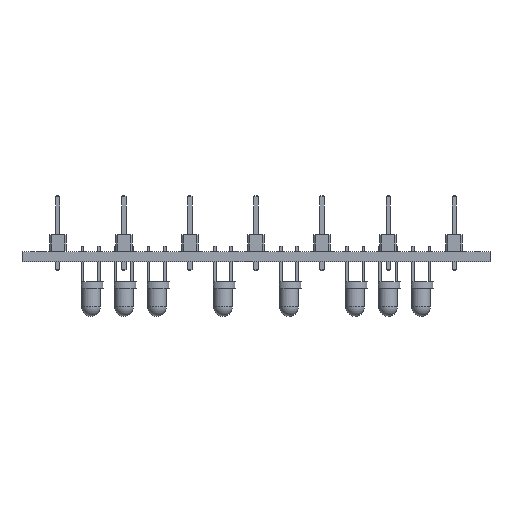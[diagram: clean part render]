
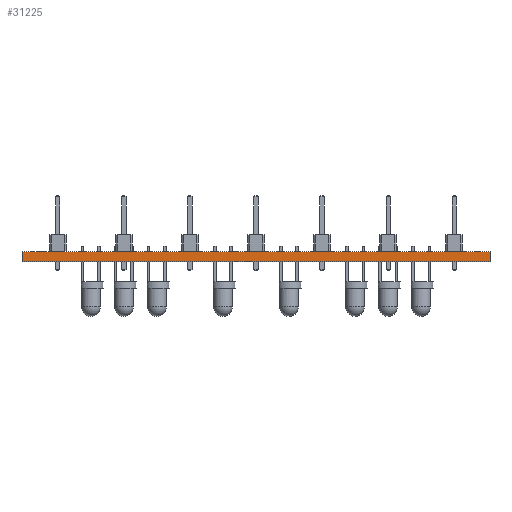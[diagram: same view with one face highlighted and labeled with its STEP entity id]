
A CAD part, front view. The second image highlights one B-rep face of the part: STEP entity #31225.
In plain terms, the highlighted planar face has unit normal (0, -1, 0).
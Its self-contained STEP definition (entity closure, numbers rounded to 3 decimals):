
#22381 = PLANE('',#22382);
#22382 = AXIS2_PLACEMENT_3D('',#22383,#22384,#22385);
#22383 = CARTESIAN_POINT('',(228.,-142.,0.));
#22384 = DIRECTION('',(-1.,0.,0.));
#22385 = DIRECTION('',(0.,1.,0.));
#22409 = PLANE('',#22410);
#22410 = AXIS2_PLACEMENT_3D('',#22411,#22412,#22413);
#22411 = CARTESIAN_POINT('',(192.,-96.5,1.6));
#22412 = DIRECTION('',(0.,0.,1.));
#22413 = DIRECTION('',(1.,0.,0.));
#22437 = PLANE('',#22438);
#22438 = AXIS2_PLACEMENT_3D('',#22439,#22440,#22441);
#22439 = CARTESIAN_POINT('',(156.,-51.,0.));
#22440 = DIRECTION('',(1.,0.,0.));
#22441 = DIRECTION('',(0.,-1.,0.));
#22463 = PLANE('',#22464);
#22464 = AXIS2_PLACEMENT_3D('',#22465,#22466,#22467);
#22465 = CARTESIAN_POINT('',(192.,-96.5,0.));
#22466 = DIRECTION('',(0.,0.,1.));
#22467 = DIRECTION('',(1.,0.,0.));
#22478 = EDGE_CURVE('',#22479,#22481,#22483,.T.);
#22479 = VERTEX_POINT('',#22480);
#22480 = CARTESIAN_POINT('',(228.,-142.,0.));
#22481 = VERTEX_POINT('',#22482);
#22482 = CARTESIAN_POINT('',(228.,-142.,1.6));
#22483 = SURFACE_CURVE('',#22484,(#22488,#22495),.PCURVE_S1.);
#22484 = LINE('',#22485,#22486);
#22485 = CARTESIAN_POINT('',(228.,-142.,0.));
#22486 = VECTOR('',#22487,1.);
#22487 = DIRECTION('',(0.,0.,1.));
#22488 = PCURVE('',#22381,#22489);
#22489 = DEFINITIONAL_REPRESENTATION('',(#22490),#22494);
#22490 = LINE('',#22491,#22492);
#22491 = CARTESIAN_POINT('',(0.,0.));
#22492 = VECTOR('',#22493,1.);
#22493 = DIRECTION('',(0.,-1.));
#22494 = ( GEOMETRIC_REPRESENTATION_CONTEXT(2) 
PARAMETRIC_REPRESENTATION_CONTEXT() REPRESENTATION_CONTEXT('2D SPACE',''
  ) );
#22495 = PCURVE('',#22496,#22501);
#22496 = PLANE('',#22497);
#22497 = AXIS2_PLACEMENT_3D('',#22498,#22499,#22500);
#22498 = CARTESIAN_POINT('',(156.,-142.,0.));
#22499 = DIRECTION('',(0.,1.,0.));
#22500 = DIRECTION('',(1.,0.,0.));
#22501 = DEFINITIONAL_REPRESENTATION('',(#22502),#22506);
#22502 = LINE('',#22503,#22504);
#22503 = CARTESIAN_POINT('',(72.,0.));
#22504 = VECTOR('',#22505,1.);
#22505 = DIRECTION('',(0.,-1.));
#22506 = ( GEOMETRIC_REPRESENTATION_CONTEXT(2) 
PARAMETRIC_REPRESENTATION_CONTEXT() REPRESENTATION_CONTEXT('2D SPACE',''
  ) );
#22556 = VERTEX_POINT('',#22557);
#22557 = CARTESIAN_POINT('',(156.,-142.,1.6));
#22578 = EDGE_CURVE('',#22579,#22556,#22581,.T.);
#22579 = VERTEX_POINT('',#22580);
#22580 = CARTESIAN_POINT('',(156.,-142.,0.));
#22581 = SURFACE_CURVE('',#22582,(#22586,#22593),.PCURVE_S1.);
#22582 = LINE('',#22583,#22584);
#22583 = CARTESIAN_POINT('',(156.,-142.,0.));
#22584 = VECTOR('',#22585,1.);
#22585 = DIRECTION('',(0.,0.,1.));
#22586 = PCURVE('',#22437,#22587);
#22587 = DEFINITIONAL_REPRESENTATION('',(#22588),#22592);
#22588 = LINE('',#22589,#22590);
#22589 = CARTESIAN_POINT('',(91.,0.));
#22590 = VECTOR('',#22591,1.);
#22591 = DIRECTION('',(0.,-1.));
#22592 = ( GEOMETRIC_REPRESENTATION_CONTEXT(2) 
PARAMETRIC_REPRESENTATION_CONTEXT() REPRESENTATION_CONTEXT('2D SPACE',''
  ) );
#22593 = PCURVE('',#22496,#22594);
#22594 = DEFINITIONAL_REPRESENTATION('',(#22595),#22599);
#22595 = LINE('',#22596,#22597);
#22596 = CARTESIAN_POINT('',(0.,0.));
#22597 = VECTOR('',#22598,1.);
#22598 = DIRECTION('',(0.,-1.));
#22599 = ( GEOMETRIC_REPRESENTATION_CONTEXT(2) 
PARAMETRIC_REPRESENTATION_CONTEXT() REPRESENTATION_CONTEXT('2D SPACE',''
  ) );
#22627 = EDGE_CURVE('',#22579,#22479,#22628,.T.);
#22628 = SURFACE_CURVE('',#22629,(#22633,#22640),.PCURVE_S1.);
#22629 = LINE('',#22630,#22631);
#22630 = CARTESIAN_POINT('',(156.,-142.,0.));
#22631 = VECTOR('',#22632,1.);
#22632 = DIRECTION('',(1.,0.,0.));
#22633 = PCURVE('',#22463,#22634);
#22634 = DEFINITIONAL_REPRESENTATION('',(#22635),#22639);
#22635 = LINE('',#22636,#22637);
#22636 = CARTESIAN_POINT('',(-36.,-45.5));
#22637 = VECTOR('',#22638,1.);
#22638 = DIRECTION('',(1.,0.));
#22639 = ( GEOMETRIC_REPRESENTATION_CONTEXT(2) 
PARAMETRIC_REPRESENTATION_CONTEXT() REPRESENTATION_CONTEXT('2D SPACE',''
  ) );
#22640 = PCURVE('',#22496,#22641);
#22641 = DEFINITIONAL_REPRESENTATION('',(#22642),#22646);
#22642 = LINE('',#22643,#22644);
#22643 = CARTESIAN_POINT('',(0.,0.));
#22644 = VECTOR('',#22645,1.);
#22645 = DIRECTION('',(1.,0.));
#22646 = ( GEOMETRIC_REPRESENTATION_CONTEXT(2) 
PARAMETRIC_REPRESENTATION_CONTEXT() REPRESENTATION_CONTEXT('2D SPACE',''
  ) );
#27304 = EDGE_CURVE('',#22556,#22481,#27305,.T.);
#27305 = SURFACE_CURVE('',#27306,(#27310,#27317),.PCURVE_S1.);
#27306 = LINE('',#27307,#27308);
#27307 = CARTESIAN_POINT('',(156.,-142.,1.6));
#27308 = VECTOR('',#27309,1.);
#27309 = DIRECTION('',(1.,0.,0.));
#27310 = PCURVE('',#22409,#27311);
#27311 = DEFINITIONAL_REPRESENTATION('',(#27312),#27316);
#27312 = LINE('',#27313,#27314);
#27313 = CARTESIAN_POINT('',(-36.,-45.5));
#27314 = VECTOR('',#27315,1.);
#27315 = DIRECTION('',(1.,0.));
#27316 = ( GEOMETRIC_REPRESENTATION_CONTEXT(2) 
PARAMETRIC_REPRESENTATION_CONTEXT() REPRESENTATION_CONTEXT('2D SPACE',''
  ) );
#27317 = PCURVE('',#22496,#27318);
#27318 = DEFINITIONAL_REPRESENTATION('',(#27319),#27323);
#27319 = LINE('',#27320,#27321);
#27320 = CARTESIAN_POINT('',(0.,-1.6));
#27321 = VECTOR('',#27322,1.);
#27322 = DIRECTION('',(1.,0.));
#27323 = ( GEOMETRIC_REPRESENTATION_CONTEXT(2) 
PARAMETRIC_REPRESENTATION_CONTEXT() REPRESENTATION_CONTEXT('2D SPACE',''
  ) );
#31225 = ADVANCED_FACE('',(#31226),#22496,.F.);
#31226 = FACE_BOUND('',#31227,.F.);
#31227 = EDGE_LOOP('',(#31228,#31229,#31230,#31231));
#31228 = ORIENTED_EDGE('',*,*,#22578,.T.);
#31229 = ORIENTED_EDGE('',*,*,#27304,.T.);
#31230 = ORIENTED_EDGE('',*,*,#22478,.F.);
#31231 = ORIENTED_EDGE('',*,*,#22627,.F.);
